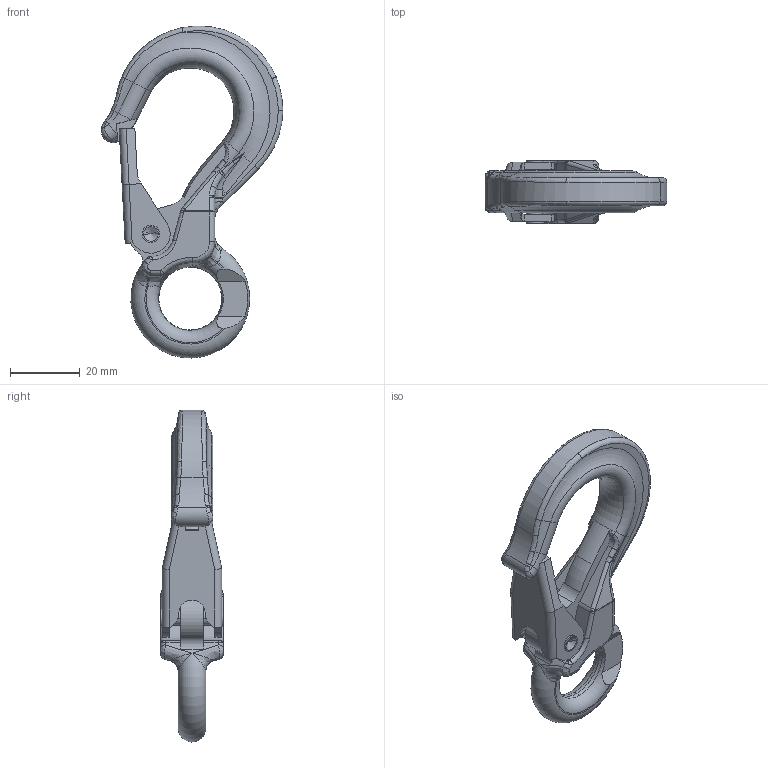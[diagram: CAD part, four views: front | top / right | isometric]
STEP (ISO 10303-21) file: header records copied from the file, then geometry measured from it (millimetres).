
FILE_DESCRIPTION((''),'2;1');
FILE_NAME('4VMOEH-4','2005-01-19T',('jakubetz'),(''),'PRO/ENGINEER BY PARAMETRIC TECHNOLOGY CORPORATION, 2001400','PRO/ENGINEER BY PARAMETRIC TECHNOLOGY CORPORATION, 2001400','');
FILE_SCHEMA(('CONFIG_CONTROL_DESIGN'));
Length unit declared in the file: millimetre
Products named in the file (1): 4VMOEH-4
Bounding box: 52 x 18 x 94.98 mm (x, y, z)
Volume: 1770.9 mm3; surface area: 9508.7 mm2
Topology: 1 solids, 2 shells, 282 faces, 693 edges, 411 vertices
Faces by surface type: bspline 99, cylinder 77, plane 62, torus 30, cone 8, sphere 6
Entity records: 11865 total; most frequent: CARTESIAN_POINT 6091, ORIENTED_EDGE 1362, DIRECTION 951, EDGE_CURVE 689, VERTEX_POINT 411, AXIS2_PLACEMENT_3D 378, B_SPLINE_CURVE_WITH_KNOTS 300, EDGE_LOOP 290
